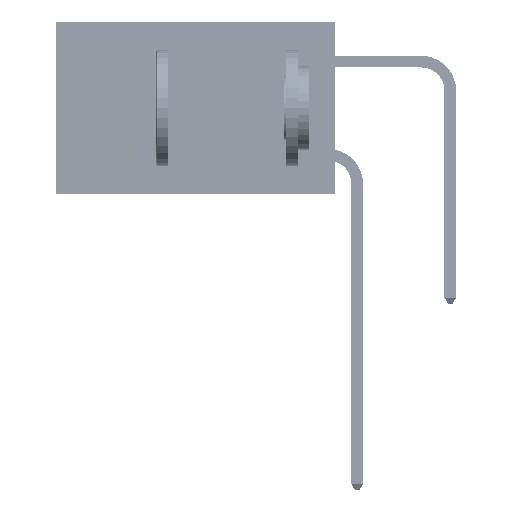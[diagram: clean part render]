
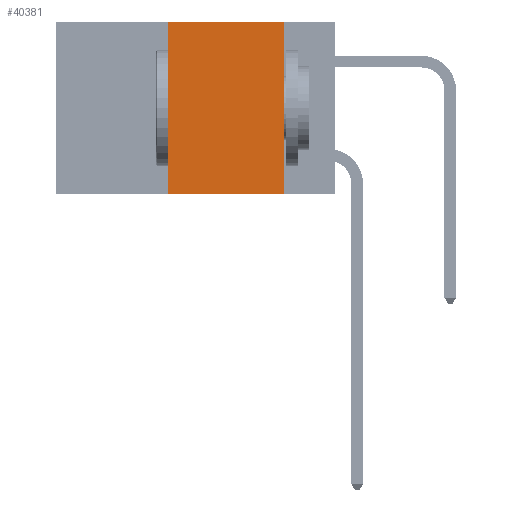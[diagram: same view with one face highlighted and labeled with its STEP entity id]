
A CAD part, left-side view. The second image highlights one B-rep face of the part: STEP entity #40381.
In plain terms, the highlighted planar face has unit normal (-1, 0, 0).
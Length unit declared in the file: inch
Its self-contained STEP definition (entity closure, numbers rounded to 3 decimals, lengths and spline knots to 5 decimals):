
#143 = CARTESIAN_POINT ( 'NONE',  ( 0., 0.36, -0.37 ) ) ;
#1840 = ORIENTED_EDGE ( 'NONE', *, *, #9765, .F. ) ;
#2944 = CARTESIAN_POINT ( 'NONE',  ( 0., 0.11, 0. ) ) ;
#4604 = DIRECTION ( 'NONE',  ( 0., 0., 1. ) ) ;
#5909 = ORIENTED_EDGE ( 'NONE', *, *, #30731, .T. ) ;
#7009 = DIRECTION ( 'NONE',  ( 0., 0., -1. ) ) ;
#7317 = LINE ( 'NONE', #33684, #35135 ) ;
#9579 = PLANE ( 'NONE',  #24242 ) ;
#9731 = DIRECTION ( 'NONE',  ( 1., 0., 0. ) ) ;
#9765 = EDGE_CURVE ( 'NONE', #27563, #21761, #7317, .T. ) ;
#14994 = LINE ( 'NONE', #28825, #19316 ) ;
#16707 = FACE_OUTER_BOUND ( 'NONE', #17003, .T. ) ;
#17003 = EDGE_LOOP ( 'NONE', ( #29626, #19448, #1840, #5909 ) ) ;
#18192 = DIRECTION ( 'NONE',  ( 0., -1., 0. ) ) ;
#18610 = CARTESIAN_POINT ( 'NONE',  ( 0., 0.36, 0. ) ) ;
#19316 = VECTOR ( 'NONE', #7009, 39.37008 ) ;
#19448 = ORIENTED_EDGE ( 'NONE', *, *, #29646, .F. ) ;
#19719 = VERTEX_POINT ( 'NONE', #2944 ) ;
#21761 = VERTEX_POINT ( 'NONE', #18610 ) ;
#23508 = EDGE_CURVE ( 'NONE', #19719, #35415, #14994, .T. ) ;
#23542 = LINE ( 'NONE', #26671, #41640 ) ;
#24242 = AXIS2_PLACEMENT_3D ( 'NONE', #31506, #9731, #35107 ) ;
#26671 = CARTESIAN_POINT ( 'NONE',  ( 0., 0.6, 0. ) ) ;
#27428 = VECTOR ( 'NONE', #18192, 39.37008 ) ;
#27563 = VERTEX_POINT ( 'NONE', #143 ) ;
#28825 = CARTESIAN_POINT ( 'NONE',  ( 0., 0.11, 0. ) ) ;
#29626 = ORIENTED_EDGE ( 'NONE', *, *, #23508, .F. ) ;
#29646 = EDGE_CURVE ( 'NONE', #21761, #19719, #23542, .T. ) ;
#30312 = DIRECTION ( 'NONE',  ( 0., -1., 0. ) ) ;
#30731 = EDGE_CURVE ( 'NONE', #27563, #35415, #37530, .T. ) ;
#31506 = CARTESIAN_POINT ( 'NONE',  ( 0., 0.6, 0. ) ) ;
#33684 = CARTESIAN_POINT ( 'NONE',  ( 0., 0.36, 0. ) ) ;
#35107 = DIRECTION ( 'NONE',  ( 0., 0., -1. ) ) ;
#35135 = VECTOR ( 'NONE', #4604, 39.37008 ) ;
#35415 = VERTEX_POINT ( 'NONE', #36420 ) ;
#36420 = CARTESIAN_POINT ( 'NONE',  ( 0., 0.11, -0.37 ) ) ;
#37530 = LINE ( 'NONE', #39840, #27428 ) ;
#39840 = CARTESIAN_POINT ( 'NONE',  ( 0., 0.6, -0.37 ) ) ;
#40381 = ADVANCED_FACE ( 'NONE', ( #16707 ), #9579, .F. ) ;
#41640 = VECTOR ( 'NONE', #30312, 39.37008 ) ;
